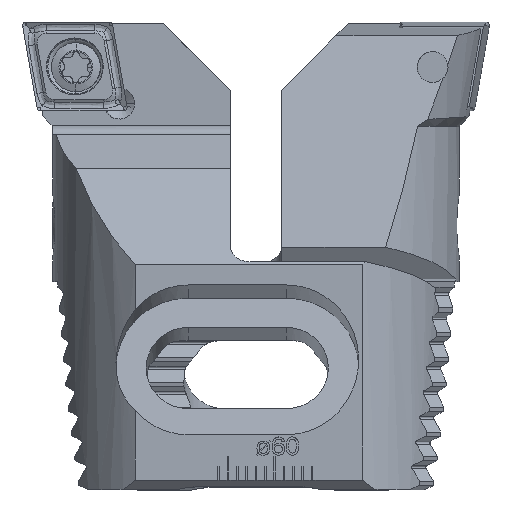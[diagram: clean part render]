
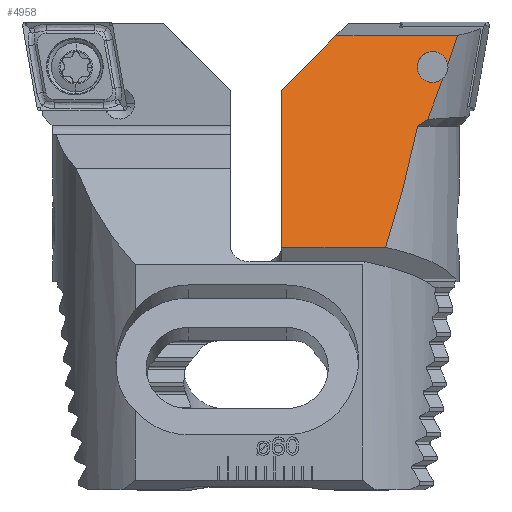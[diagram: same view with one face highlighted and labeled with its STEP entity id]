
A CAD part, top view. The second image highlights one B-rep face of the part: STEP entity #4958.
In plain terms, the highlighted face is planar.
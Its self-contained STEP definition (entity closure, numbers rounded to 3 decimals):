
#18 = CARTESIAN_POINT ( 'NONE',  ( 8.705, -16.015, -14.213 ) ) ;
#365 = EDGE_CURVE ( 'NONE', #2500, #3337, #7595, .T. ) ;
#403 = CARTESIAN_POINT ( 'NONE',  ( 11.134, -24.176, -16.4 ) ) ;
#577 = CARTESIAN_POINT ( 'NONE',  ( 6.059, -9.022, -12.339 ) ) ;
#756 =( BOUNDED_CURVE ( )  B_SPLINE_CURVE ( 3, ( #8298, #577, #13799, #1697 ),
 .UNSPECIFIED., .F., .T. ) 
 B_SPLINE_CURVE_WITH_KNOTS ( ( 4, 4 ),
 ( 4.108, 4.177 ),
 .UNSPECIFIED. ) 
 CURVE ( )  GEOMETRIC_REPRESENTATION_ITEM ( )  RATIONAL_B_SPLINE_CURVE ( ( 1., 1., 1., 1. ) ) 
 REPRESENTATION_ITEM ( '' )  );
#789 = DIRECTION ( 'NONE',  ( -1., 0., 0. ) ) ;
#887 = ORIENTED_EDGE ( 'NONE', *, *, #5958, .T. ) ;
#1140 = CARTESIAN_POINT ( 'NONE',  ( 4.462, -4.565, -11.145 ) ) ;
#1435 = ORIENTED_EDGE ( 'NONE', *, *, #7604, .T. ) ;
#1631 = CARTESIAN_POINT ( 'NONE',  ( 4.987, -6.06, -11.546 ) ) ;
#1697 = CARTESIAN_POINT ( 'NONE',  ( 4.987, -6.06, -11.546 ) ) ;
#1822 = CARTESIAN_POINT ( 'NONE',  ( 6.231, -7.192, -11.849 ) ) ;
#1861 = DIRECTION ( 'NONE',  ( 0., -0.259, 0.966 ) ) ;
#1960 = ORIENTED_EDGE ( 'NONE', *, *, #11819, .T. ) ;
#2302 = LINE ( 'NONE', #3870, #11052 ) ;
#2337 = CARTESIAN_POINT ( 'NONE',  ( 22.25, -7.323, -11.884 ) ) ;
#2403 = CARTESIAN_POINT ( 'NONE',  ( 4.462, -4.565, -11.145 ) ) ;
#2437 = CARTESIAN_POINT ( 'NONE',  ( 6.607, -10.449, -12.722 ) ) ;
#2476 = CARTESIAN_POINT ( 'NONE',  ( 22.25, -24.176, -16.4 ) ) ;
#2500 = VERTEX_POINT ( 'NONE', #9228 ) ;
#2765 = ORIENTED_EDGE ( 'NONE', *, *, #3514, .F. ) ;
#2825 = ORIENTED_EDGE ( 'NONE', *, *, #3004, .T. ) ;
#3004 = EDGE_CURVE ( 'NONE', #7136, #6281, #756, .T. ) ;
#3337 = VERTEX_POINT ( 'NONE', #2337 ) ;
#3355 = CARTESIAN_POINT ( 'NONE',  ( 3.757, -2.507, -10.594 ) ) ;
#3514 = EDGE_CURVE ( 'NONE', #6814, #3337, #8165, .T. ) ;
#3735 = DIRECTION ( 'NONE',  ( 0.695, -0.695, -0.186 ) ) ;
#3870 = CARTESIAN_POINT ( 'NONE',  ( 49.045, -1.659, -10.366 ) ) ;
#4015 = PLANE ( 'NONE',  #8924 ) ;
#4297 = ORIENTED_EDGE ( 'NONE', *, *, #12260, .F. ) ;
#4353 = ORIENTED_EDGE ( 'NONE', *, *, #7390, .T. ) ;
#4555 = CARTESIAN_POINT ( 'NONE',  ( 4.987, -6.06, -11.546 ) ) ;
#4651 = EDGE_LOOP ( 'NONE', ( #2825, #1960, #887, #1435, #4297, #13168, #2765, #4353, #7291, #4709 ) ) ;
#4709 = ORIENTED_EDGE ( 'NONE', *, *, #9804, .T. ) ;
#4766 = CARTESIAN_POINT ( 'NONE',  ( 22.25, -24.176, -16.4 ) ) ;
#4958 = ADVANCED_FACE ( 'NONE', ( #11133 ), #4015, .F. ) ;
#5055 = CARTESIAN_POINT ( 'NONE',  ( 7.697, -11.2, -12.923 ) ) ;
#5179 = CARTESIAN_POINT ( 'NONE',  ( 49.05, -24.176, -16.4 ) ) ;
#5189 = LINE ( 'NONE', #5179, #10693 ) ;
#5527 = CARTESIAN_POINT ( 'NONE',  ( 9.855, -20.36, -15.378 ) ) ;
#5718 = CARTESIAN_POINT ( 'NONE',  ( 7.331, -10.952, -12.857 ) ) ;
#5958 = EDGE_CURVE ( 'NONE', #7591, #7739, #10908, .T. ) ;
#6073 = B_SPLINE_CURVE_WITH_KNOTS ( 'NONE', 3,
 ( #6827, #5718, #9032, #2437 ),
 .UNSPECIFIED., .F., .F.,
 ( 4, 4 ),
 ( 0., 0.001 ),
 .UNSPECIFIED. ) ;
#6078 = CARTESIAN_POINT ( 'NONE',  ( 7.743, -4.845, -11.22 ) ) ;
#6281 = VERTEX_POINT ( 'NONE', #4555 ) ;
#6308 = CARTESIAN_POINT ( 'NONE',  ( 7.759, -6.519, -11.669 ) ) ;
#6602 = CARTESIAN_POINT ( 'NONE',  ( 7.743, -4.845, -11.22 ) ) ;
#6814 = VERTEX_POINT ( 'NONE', #2476 ) ;
#6827 = CARTESIAN_POINT ( 'NONE',  ( 7.697, -11.2, -12.923 ) ) ;
#6963 = VERTEX_POINT ( 'NONE', #5055 ) ;
#7136 = VERTEX_POINT ( 'NONE', #11006 ) ;
#7193 =( BOUNDED_CURVE ( )  B_SPLINE_CURVE ( 3, ( #1631, #1822, #6308, #14016 ),
 .UNSPECIFIED., .F., .F. ) 
 B_SPLINE_CURVE_WITH_KNOTS ( ( 4, 4 ),
 ( 2.269, 4.583 ),
 .UNSPECIFIED. ) 
 CURVE ( )  GEOMETRIC_REPRESENTATION_ITEM ( )  RATIONAL_B_SPLINE_CURVE ( ( 1., 0.602, 0.602, 1. ) ) 
 REPRESENTATION_ITEM ( '' )  );
#7251 = CARTESIAN_POINT ( 'NONE',  ( 4.462, -4.565, -11.145 ) ) ;
#7291 = ORIENTED_EDGE ( 'NONE', *, *, #11991, .T. ) ;
#7390 = EDGE_CURVE ( 'NONE', #6814, #7817, #5189, .T. ) ;
#7591 = VERTEX_POINT ( 'NONE', #6602 ) ;
#7595 = LINE ( 'NONE', #8188, #13106 ) ;
#7604 = EDGE_CURVE ( 'NONE', #7739, #11554, #14124, .T. ) ;
#7739 = VERTEX_POINT ( 'NONE', #2403 ) ;
#7752 = CARTESIAN_POINT ( 'NONE',  ( 7.697, -11.2, -12.923 ) ) ;
#7817 = VERTEX_POINT ( 'NONE', #403 ) ;
#8165 = LINE ( 'NONE', #4766, #10721 ) ;
#8188 = CARTESIAN_POINT ( 'NONE',  ( 31.752, -16.825, -14.43 ) ) ;
#8298 = CARTESIAN_POINT ( 'NONE',  ( 6.607, -10.449, -12.722 ) ) ;
#8441 = CARTESIAN_POINT ( 'NONE',  ( 49.05, -0.686, -10.106 ) ) ;
#8924 = AXIS2_PLACEMENT_3D ( 'NONE', #8441, #1861, #9558 ) ;
#9032 = CARTESIAN_POINT ( 'NONE',  ( 6.968, -10.702, -12.79 ) ) ;
#9204 = DIRECTION ( 'NONE',  ( 0., 0.966, 0.259 ) ) ;
#9228 = CARTESIAN_POINT ( 'NONE',  ( 16.441, -1.514, -10.328 ) ) ;
#9558 = DIRECTION ( 'NONE',  ( 0., -0.966, -0.259 ) ) ;
#9772 = CARTESIAN_POINT ( 'NONE',  ( 3.411, -1.456, -10.312 ) ) ;
#9804 = EDGE_CURVE ( 'NONE', #6963, #7136, #6073, .T. ) ;
#10451 = DIRECTION ( 'NONE',  ( -1., 0.004, 0.001 ) ) ;
#10693 = VECTOR ( 'NONE', #789, 1000. ) ;
#10721 = VECTOR ( 'NONE', #9204, 1000. ) ;
#10908 =( BOUNDED_CURVE ( )  B_SPLINE_CURVE ( 3, ( #6078, #11619, #13884, #7251 ),
 .UNSPECIFIED., .F., .T. ) 
 B_SPLINE_CURVE_WITH_KNOTS ( ( 4, 4 ),
 ( 4.583, 7.555 ),
 .UNSPECIFIED. ) 
 CURVE ( )  GEOMETRIC_REPRESENTATION_ITEM ( )  RATIONAL_B_SPLINE_CURVE ( ( 1., 0.39, 0.39, 1. ) ) 
 REPRESENTATION_ITEM ( '' )  );
#11006 = CARTESIAN_POINT ( 'NONE',  ( 6.607, -10.449, -12.722 ) ) ;
#11045 = CARTESIAN_POINT ( 'NONE',  ( 3.411, -1.456, -10.312 ) ) ;
#11052 = VECTOR ( 'NONE', #10451, 1000. ) ;
#11133 = FACE_OUTER_BOUND ( 'NONE', #4651, .T. ) ;
#11554 = VERTEX_POINT ( 'NONE', #9772 ) ;
#11619 = CARTESIAN_POINT ( 'NONE',  ( 7.717, -2.034, -10.467 ) ) ;
#11819 = EDGE_CURVE ( 'NONE', #6281, #7591, #7193, .T. ) ;
#11991 = EDGE_CURVE ( 'NONE', #7817, #6963, #13838, .T. ) ;
#12260 = EDGE_CURVE ( 'NONE', #2500, #11554, #2302, .T. ) ;
#13106 = VECTOR ( 'NONE', #3735, 1000. ) ;
#13168 = ORIENTED_EDGE ( 'NONE', *, *, #365, .T. ) ;
#13192 = CARTESIAN_POINT ( 'NONE',  ( 4.108, -3.543, -10.871 ) ) ;
#13236 = CARTESIAN_POINT ( 'NONE',  ( 11.134, -24.176, -16.4 ) ) ;
#13799 = CARTESIAN_POINT ( 'NONE',  ( 5.519, -7.558, -11.947 ) ) ;
#13838 =( BOUNDED_CURVE ( )  B_SPLINE_CURVE ( 3, ( #13236, #5527, #18, #7752 ),
 .UNSPECIFIED., .F., .T. ) 
 B_SPLINE_CURVE_WITH_KNOTS ( ( 4, 4 ),
 ( 3.816, 4.05 ),
 .UNSPECIFIED. ) 
 CURVE ( )  GEOMETRIC_REPRESENTATION_ITEM ( )  RATIONAL_B_SPLINE_CURVE ( ( 1., 0.995, 0.995, 1. ) ) 
 REPRESENTATION_ITEM ( '' )  );
#13884 = CARTESIAN_POINT ( 'NONE',  ( 4.912, -1.795, -10.403 ) ) ;
#14016 = CARTESIAN_POINT ( 'NONE',  ( 7.743, -4.845, -11.22 ) ) ;
#14124 =( BOUNDED_CURVE ( )  B_SPLINE_CURVE ( 3, ( #1140, #13192, #3355, #11045 ),
 .UNSPECIFIED., .F., .F. ) 
 B_SPLINE_CURVE_WITH_KNOTS ( ( 4, 4 ),
 ( 4.199, 4.246 ),
 .UNSPECIFIED. ) 
 CURVE ( )  GEOMETRIC_REPRESENTATION_ITEM ( )  RATIONAL_B_SPLINE_CURVE ( ( 1., 1., 1., 1. ) ) 
 REPRESENTATION_ITEM ( '' )  );
